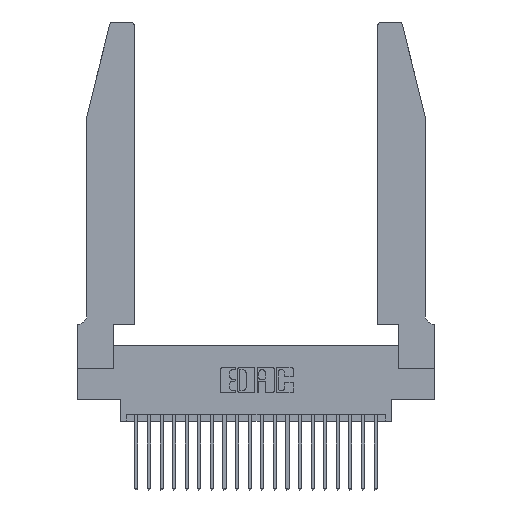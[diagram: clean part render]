
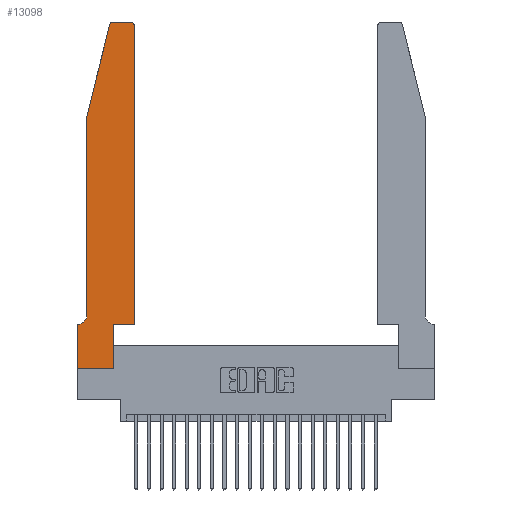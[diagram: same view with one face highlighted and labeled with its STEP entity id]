
A CAD part, top view. The second image highlights one B-rep face of the part: STEP entity #13098.
In plain terms, the highlighted planar face has unit normal (0, 0, 1).
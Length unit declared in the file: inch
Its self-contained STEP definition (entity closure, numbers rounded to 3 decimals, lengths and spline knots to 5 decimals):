
#791 = ORIENTED_EDGE ( 'NONE', *, *, #3025, .T. ) ;
#842 = EDGE_CURVE ( 'NONE', #17559, #23445, #15400, .T. ) ;
#1180 = DIRECTION ( 'NONE',  ( 1., 0., 0. ) ) ;
#1208 = LINE ( 'NONE', #9396, #15293 ) ;
#1371 = ORIENTED_EDGE ( 'NONE', *, *, #23517, .T. ) ;
#1455 = DIRECTION ( 'NONE',  ( 0., 1., 0. ) ) ;
#1472 = VERTEX_POINT ( 'NONE', #11296 ) ;
#1863 = EDGE_LOOP ( 'NONE', ( #10104, #791, #5731, #1371, #6916, #21311, #12386, #17135, #18219, #9259, #14058, #9833 ) ) ;
#2174 = CARTESIAN_POINT ( 'NONE',  ( 0.4505, 0.35, 0.37 ) ) ;
#2879 = EDGE_CURVE ( 'NONE', #18728, #5066, #18931, .T. ) ;
#2900 = LINE ( 'NONE', #3594, #21629 ) ;
#3025 = EDGE_CURVE ( 'NONE', #17616, #15428, #11962, .T. ) ;
#3328 = EDGE_CURVE ( 'NONE', #13412, #9401, #1208, .T. ) ;
#3548 = CARTESIAN_POINT ( 'NONE',  ( 0., 0.35, 0.37 ) ) ;
#3594 = CARTESIAN_POINT ( 'NONE',  ( 0., 0., 0.37 ) ) ;
#4011 = PLANE ( 'NONE',  #17376 ) ;
#4024 = CARTESIAN_POINT ( 'NONE',  ( 0.2605, 2.75, 0.37 ) ) ;
#4049 = LINE ( 'NONE', #14322, #13791 ) ;
#5066 = VERTEX_POINT ( 'NONE', #3548 ) ;
#5635 = DIRECTION ( 'NONE',  ( 0., 1., 0. ) ) ;
#5731 = ORIENTED_EDGE ( 'NONE', *, *, #14369, .T. ) ;
#5985 = DIRECTION ( 'NONE',  ( -1., 0., 0. ) ) ;
#6854 = FACE_OUTER_BOUND ( 'NONE', #1863, .T. ) ;
#6916 = ORIENTED_EDGE ( 'NONE', *, *, #22506, .T. ) ;
#7063 = EDGE_CURVE ( 'NONE', #23445, #17616, #21716, .T. ) ;
#7209 = CARTESIAN_POINT ( 'NONE',  ( 0.0755, 2., 0.37 ) ) ;
#7347 = AXIS2_PLACEMENT_3D ( 'NONE', #11807, #11749, #11664 ) ;
#7465 = LINE ( 'NONE', #7608, #12919 ) ;
#7608 = CARTESIAN_POINT ( 'NONE',  ( 0.4505, 0.35, 0.37 ) ) ;
#8534 = LINE ( 'NONE', #22467, #18064 ) ;
#8560 = VECTOR ( 'NONE', #19805, 39.37008 ) ;
#9120 = LINE ( 'NONE', #11535, #18087 ) ;
#9259 = ORIENTED_EDGE ( 'NONE', *, *, #12715, .T. ) ;
#9396 = CARTESIAN_POINT ( 'NONE',  ( 0.2865, 0.35, 0.37 ) ) ;
#9401 = VERTEX_POINT ( 'NONE', #17144 ) ;
#9473 = DIRECTION ( 'NONE',  ( 1., 0., 0. ) ) ;
#9585 = CARTESIAN_POINT ( 'NONE',  ( 0.25487, 2.72718, 0.37 ) ) ;
#9833 = ORIENTED_EDGE ( 'NONE', *, *, #842, .T. ) ;
#9930 = CARTESIAN_POINT ( 'NONE',  ( 0.284, 2.75, 0.37 ) ) ;
#10104 = ORIENTED_EDGE ( 'NONE', *, *, #7063, .T. ) ;
#11019 = DIRECTION ( 'NONE',  ( 0., 0., -1. ) ) ;
#11296 = CARTESIAN_POINT ( 'NONE',  ( 0.0755, 2., 0.37 ) ) ;
#11432 = DIRECTION ( 'NONE',  ( 1., 0., 0. ) ) ;
#11535 = CARTESIAN_POINT ( 'NONE',  ( 0.0755, 2., 0.37 ) ) ;
#11564 = VERTEX_POINT ( 'NONE', #16912 ) ;
#11664 = DIRECTION ( 'NONE',  ( 1., 0., 0. ) ) ;
#11749 = DIRECTION ( 'NONE',  ( 0., 0., 1. ) ) ;
#11770 = DIRECTION ( 'NONE',  ( 0., -1., 0. ) ) ;
#11807 = CARTESIAN_POINT ( 'NONE',  ( 0.4205, 2.72, 0.37 ) ) ;
#11962 = CIRCLE ( 'NONE', #12001, 0.03 ) ;
#12001 = AXIS2_PLACEMENT_3D ( 'NONE', #22971, #12283, #1180 ) ;
#12231 = VECTOR ( 'NONE', #18551, 39.37008 ) ;
#12283 = DIRECTION ( 'NONE',  ( 0., 0., 1. ) ) ;
#12386 = ORIENTED_EDGE ( 'NONE', *, *, #14836, .T. ) ;
#12715 = EDGE_CURVE ( 'NONE', #9401, #15441, #7465, .T. ) ;
#12829 = LINE ( 'NONE', #7209, #8560 ) ;
#12919 = VECTOR ( 'NONE', #9473, 39.37008 ) ;
#13098 = ADVANCED_FACE ( 'NONE', ( #6854 ), #4011, .T. ) ;
#13375 = CARTESIAN_POINT ( 'NONE',  ( 0.0755, 0.35, 0.37 ) ) ;
#13412 = VERTEX_POINT ( 'NONE', #14088 ) ;
#13791 = VECTOR ( 'NONE', #1455, 39.37008 ) ;
#14058 = ORIENTED_EDGE ( 'NONE', *, *, #17856, .T. ) ;
#14088 = CARTESIAN_POINT ( 'NONE',  ( 0.2865, 0., 0.37 ) ) ;
#14189 = VECTOR ( 'NONE', #5985, 39.37008 ) ;
#14322 = CARTESIAN_POINT ( 'NONE',  ( 0.4505, 0.35, 0.37 ) ) ;
#14369 = EDGE_CURVE ( 'NONE', #15428, #1472, #9120, .T. ) ;
#14836 = EDGE_CURVE ( 'NONE', #5066, #15430, #8534, .T. ) ;
#14948 = CARTESIAN_POINT ( 'NONE',  ( 0., 0.35, 0.37 ) ) ;
#15293 = VECTOR ( 'NONE', #5635, 39.37008 ) ;
#15400 = CIRCLE ( 'NONE', #7347, 0.03 ) ;
#15428 = VERTEX_POINT ( 'NONE', #9585 ) ;
#15430 = VERTEX_POINT ( 'NONE', #18588 ) ;
#15441 = VERTEX_POINT ( 'NONE', #2174 ) ;
#16866 = CARTESIAN_POINT ( 'NONE',  ( 0.0055, 0.35, 0.37 ) ) ;
#16912 = CARTESIAN_POINT ( 'NONE',  ( 0.0755, 0.42, 0.37 ) ) ;
#17135 = ORIENTED_EDGE ( 'NONE', *, *, #19958, .T. ) ;
#17144 = CARTESIAN_POINT ( 'NONE',  ( 0.2865, 0.35, 0.37 ) ) ;
#17376 = AXIS2_PLACEMENT_3D ( 'NONE', #14948, #22148, #11432 ) ;
#17559 = VERTEX_POINT ( 'NONE', #20499 ) ;
#17616 = VERTEX_POINT ( 'NONE', #9930 ) ;
#17856 = EDGE_CURVE ( 'NONE', #15441, #17559, #4049, .T. ) ;
#18064 = VECTOR ( 'NONE', #11770, 39.37008 ) ;
#18087 = VECTOR ( 'NONE', #22242, 39.37008 ) ;
#18219 = ORIENTED_EDGE ( 'NONE', *, *, #3328, .T. ) ;
#18551 = DIRECTION ( 'NONE',  ( -1., 0., 0. ) ) ;
#18588 = CARTESIAN_POINT ( 'NONE',  ( 0., 0., 0.37 ) ) ;
#18728 = VERTEX_POINT ( 'NONE', #16866 ) ;
#18931 = LINE ( 'NONE', #13375, #14189 ) ;
#19805 = DIRECTION ( 'NONE',  ( 0., -1., 0. ) ) ;
#19958 = EDGE_CURVE ( 'NONE', #15430, #13412, #2900, .T. ) ;
#19982 = DIRECTION ( 'NONE',  ( 1., 0., 0. ) ) ;
#20499 = CARTESIAN_POINT ( 'NONE',  ( 0.4505, 2.72, 0.37 ) ) ;
#20698 = AXIS2_PLACEMENT_3D ( 'NONE', #21750, #11019, #23546 ) ;
#21311 = ORIENTED_EDGE ( 'NONE', *, *, #2879, .T. ) ;
#21321 = CARTESIAN_POINT ( 'NONE',  ( 0.4205, 2.75, 0.37 ) ) ;
#21629 = VECTOR ( 'NONE', #19982, 39.37008 ) ;
#21716 = LINE ( 'NONE', #4024, #12231 ) ;
#21750 = CARTESIAN_POINT ( 'NONE',  ( 0.0055, 0.42, 0.37 ) ) ;
#22148 = DIRECTION ( 'NONE',  ( 0., 0., 1. ) ) ;
#22242 = DIRECTION ( 'NONE',  ( -0.239, -0.971, 0. ) ) ;
#22467 = CARTESIAN_POINT ( 'NONE',  ( 0., 0., 0.37 ) ) ;
#22506 = EDGE_CURVE ( 'NONE', #11564, #18728, #23478, .T. ) ;
#22971 = CARTESIAN_POINT ( 'NONE',  ( 0.284, 2.72, 0.37 ) ) ;
#23445 = VERTEX_POINT ( 'NONE', #21321 ) ;
#23478 = CIRCLE ( 'NONE', #20698, 0.07 ) ;
#23517 = EDGE_CURVE ( 'NONE', #1472, #11564, #12829, .T. ) ;
#23546 = DIRECTION ( 'NONE',  ( -1., 0., 0. ) ) ;
